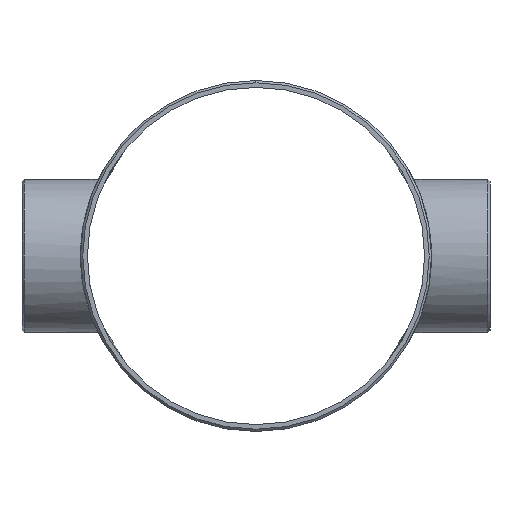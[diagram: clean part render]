
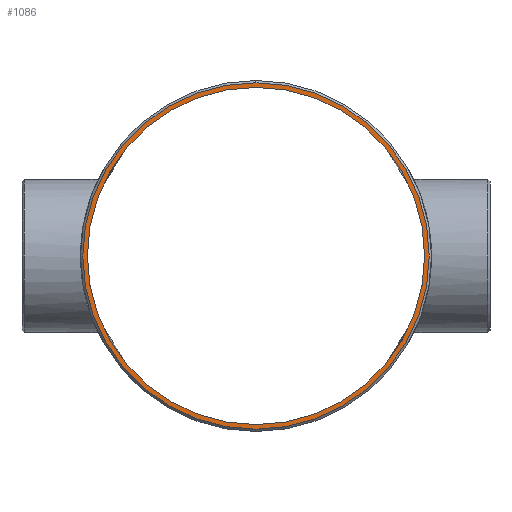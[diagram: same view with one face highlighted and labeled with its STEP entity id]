
A CAD part, left-side view. The second image highlights one B-rep face of the part: STEP entity #1086.
In plain terms, the highlighted planar face has unit normal (-1, 0, 0).
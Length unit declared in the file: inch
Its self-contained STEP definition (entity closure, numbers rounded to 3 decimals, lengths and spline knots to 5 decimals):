
#13 = DIRECTION ( 'NONE',  ( 0., 0., 1. ) ) ;
#39 = EDGE_CURVE ( 'NONE', #524, #986, #63, .T. ) ;
#54 = ORIENTED_EDGE ( 'NONE', *, *, #39, .T. ) ;
#63 = CIRCLE ( 'NONE', #1291, 6.125 ) ;
#76 = ORIENTED_EDGE ( 'NONE', *, *, #1084, .T. ) ;
#105 = AXIS2_PLACEMENT_3D ( 'NONE', #933, #1227, #939 ) ;
#123 = DIRECTION ( 'NONE',  ( 0., 0., 1. ) ) ;
#133 = DIRECTION ( 'NONE',  ( -1., 0., 0. ) ) ;
#300 = CIRCLE ( 'NONE', #556, 6.125 ) ;
#322 = DIRECTION ( 'NONE',  ( -1., 0., 0. ) ) ;
#374 = VERTEX_POINT ( 'NONE', #873 ) ;
#423 = CARTESIAN_POINT ( 'NONE',  ( -10., 0., 0. ) ) ;
#493 = CIRCLE ( 'NONE', #776, 6.29167 ) ;
#508 = EDGE_CURVE ( 'NONE', #1233, #374, #493, .T. ) ;
#511 = AXIS2_PLACEMENT_3D ( 'NONE', #423, #322, #123 ) ;
#524 = VERTEX_POINT ( 'NONE', #767 ) ;
#525 = PLANE ( 'NONE',  #105 ) ;
#538 = CARTESIAN_POINT ( 'NONE',  ( -10., 0., 6.125 ) ) ;
#539 = DIRECTION ( 'NONE',  ( 0., 0., 1. ) ) ;
#550 = EDGE_CURVE ( 'NONE', #986, #524, #300, .T. ) ;
#556 = AXIS2_PLACEMENT_3D ( 'NONE', #871, #1258, #539 ) ;
#583 = EDGE_LOOP ( 'NONE', ( #774, #76 ) ) ;
#663 = CARTESIAN_POINT ( 'NONE',  ( -10., 0., 0. ) ) ;
#714 = CARTESIAN_POINT ( 'NONE',  ( -10., 0., 0. ) ) ;
#766 = CARTESIAN_POINT ( 'NONE',  ( -10., 0., -6.29167 ) ) ;
#767 = CARTESIAN_POINT ( 'NONE',  ( -10., 0., -6.125 ) ) ;
#774 = ORIENTED_EDGE ( 'NONE', *, *, #508, .T. ) ;
#776 = AXIS2_PLACEMENT_3D ( 'NONE', #663, #133, #1265 ) ;
#780 = ORIENTED_EDGE ( 'NONE', *, *, #550, .T. ) ;
#818 = EDGE_LOOP ( 'NONE', ( #780, #54 ) ) ;
#829 = FACE_OUTER_BOUND ( 'NONE', #583, .T. ) ;
#871 = CARTESIAN_POINT ( 'NONE',  ( -10., 0., 0. ) ) ;
#873 = CARTESIAN_POINT ( 'NONE',  ( -10., 0., 6.29167 ) ) ;
#898 = DIRECTION ( 'NONE',  ( 1., 0., 0. ) ) ;
#933 = CARTESIAN_POINT ( 'NONE',  ( -10., 0., 0. ) ) ;
#939 = DIRECTION ( 'NONE',  ( 0., 0., -1. ) ) ;
#986 = VERTEX_POINT ( 'NONE', #538 ) ;
#1084 = EDGE_CURVE ( 'NONE', #374, #1233, #1276, .T. ) ;
#1086 = ADVANCED_FACE ( 'NONE', ( #829, #1217 ), #525, .T. ) ;
#1217 = FACE_BOUND ( 'NONE', #818, .T. ) ;
#1227 = DIRECTION ( 'NONE',  ( -1., 0., 0. ) ) ;
#1233 = VERTEX_POINT ( 'NONE', #766 ) ;
#1258 = DIRECTION ( 'NONE',  ( 1., 0., 0. ) ) ;
#1265 = DIRECTION ( 'NONE',  ( 0., 0., 1. ) ) ;
#1276 = CIRCLE ( 'NONE', #511, 6.29167 ) ;
#1291 = AXIS2_PLACEMENT_3D ( 'NONE', #714, #898, #13 ) ;
